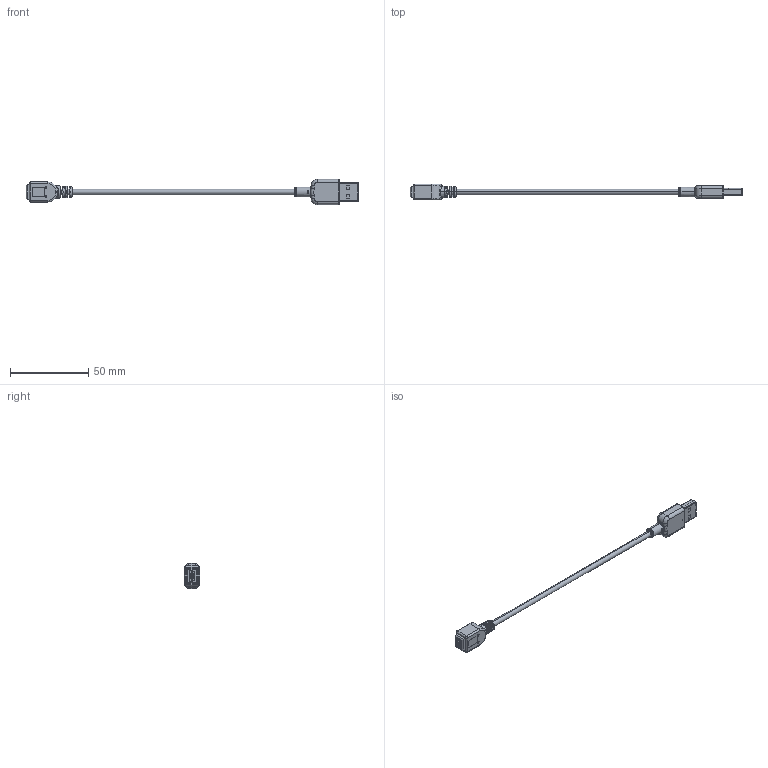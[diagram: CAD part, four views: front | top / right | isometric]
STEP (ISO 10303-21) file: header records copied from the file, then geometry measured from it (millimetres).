
FILE_DESCRIPTION (( 'STEP AP203' ), '1' );
FILE_NAME ('10-00662_revA2.STEP', '2018-11-02T22:09:40', ( '' ), ( '' ), 'SwSTEP 2.0', 'SolidWorks 2015', '' );
FILE_SCHEMA (( 'CONFIG_CONTROL_DESIGN' ));
Length unit declared in the file: millimetre
Products named in the file (11): 24-00060; 50-00431 insulator; 50-00425; 24-00056; 50-00425 insulator; 50-00431 shell; 50-00425 shell; 50-00431; 50-00431 outside insulator; 30-00088_blunt cut; 10-00662_revA2
Assembly tree (10 placements, depth 3):
  10-00662_revA2
    30-00088_blunt cut
    24-00060
    24-00056
    50-00431
      50-00431 insulator
      50-00431 shell
      50-00431 outside insulator
    50-00425
      50-00425 insulator
      50-00425 shell
Bounding box: 212.2 x 10 x 16.1 mm (x, y, z)
Volume: 6934 mm3; surface area: 18191.2 mm2
Topology: 60 solids, 60 shells, 1192 faces, 2930 edges, 1850 vertices
Faces by surface type: plane 493, cylinder 394, bspline 193, torus 69, cone 25, sphere 18
Entity records: 41490 total; most frequent: CARTESIAN_POINT 13073, ORIENTED_EDGE 5824, DIRECTION 5322, EDGE_CURVE 2912, AXIS2_PLACEMENT_3D 1924, VERTEX_POINT 1850, VECTOR 1474, LINE 1474
